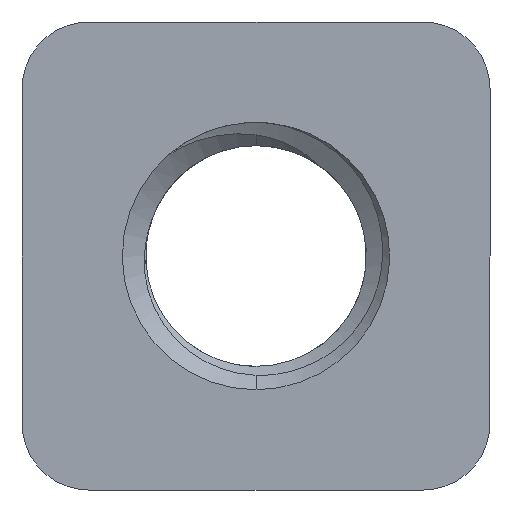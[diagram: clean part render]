
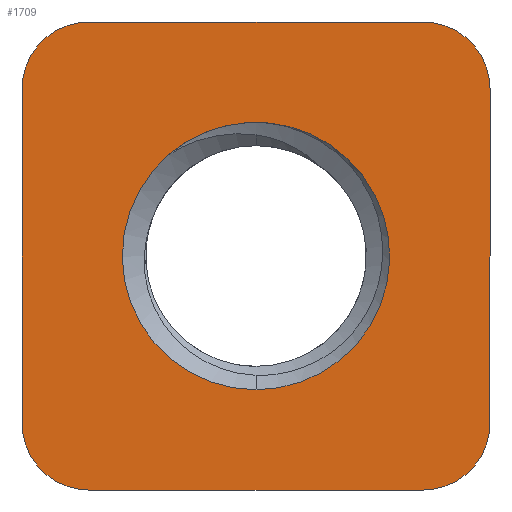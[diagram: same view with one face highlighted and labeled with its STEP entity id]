
A CAD part, front view. The second image highlights one B-rep face of the part: STEP entity #1709.
In plain terms, the highlighted planar face has unit normal (0, -1, 0).
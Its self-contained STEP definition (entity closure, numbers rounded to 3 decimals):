
#2 = ORIENTED_EDGE ( 'NONE', *, *, #611, .T. ) ;
#53 = VECTOR ( 'NONE', #3576, 1000. ) ;
#54 = ORIENTED_EDGE ( 'NONE', *, *, #1385, .T. ) ;
#91 = LINE ( 'NONE', #700, #2772 ) ;
#113 = DIRECTION ( 'NONE',  ( 0., 0., 1. ) ) ;
#143 = DIRECTION ( 'NONE',  ( 0., 1., 0. ) ) ;
#349 = CARTESIAN_POINT ( 'NONE',  ( 2.5, 0., -2.5 ) ) ;
#403 = VERTEX_POINT ( 'NONE', #3279 ) ;
#427 = CARTESIAN_POINT ( 'NONE',  ( 2.5, 0., -3.5 ) ) ;
#451 = CARTESIAN_POINT ( 'NONE',  ( 0., 0., 0. ) ) ;
#471 = DIRECTION ( 'NONE',  ( 0., 0., 1. ) ) ;
#519 = DIRECTION ( 'NONE',  ( 0., 0., 1. ) ) ;
#535 = ORIENTED_EDGE ( 'NONE', *, *, #3416, .T. ) ;
#570 = EDGE_CURVE ( 'NONE', #2847, #2620, #1173, .T. ) ;
#611 = EDGE_CURVE ( 'NONE', #2404, #2774, #2948, .T. ) ;
#615 = ORIENTED_EDGE ( 'NONE', *, *, #2840, .T. ) ;
#636 = DIRECTION ( 'NONE',  ( 0., -1., 0. ) ) ;
#667 = DIRECTION ( 'NONE',  ( 0., 1., 0. ) ) ;
#671 = DIRECTION ( 'NONE',  ( 0., 1., 0. ) ) ;
#700 = CARTESIAN_POINT ( 'NONE',  ( 3.5, 0., 0. ) ) ;
#852 = CARTESIAN_POINT ( 'NONE',  ( -2.5, 0., -2.5 ) ) ;
#859 = CARTESIAN_POINT ( 'NONE',  ( 3.5, 0., 2.5 ) ) ;
#895 = EDGE_CURVE ( 'NONE', #2935, #403, #1819, .T. ) ;
#967 = PLANE ( 'NONE',  #1741 ) ;
#978 = AXIS2_PLACEMENT_3D ( 'NONE', #451, #143, #3537 ) ;
#986 = CARTESIAN_POINT ( 'NONE',  ( 0., 0., 0. ) ) ;
#1002 = DIRECTION ( 'NONE',  ( 0., 1., 0. ) ) ;
#1173 = CIRCLE ( 'NONE', #3032, 1. ) ;
#1200 = EDGE_CURVE ( 'NONE', #1590, #2774, #3574, .T. ) ;
#1257 = AXIS2_PLACEMENT_3D ( 'NONE', #1299, #3251, #471 ) ;
#1258 = DIRECTION ( 'NONE',  ( 0., 0., 1. ) ) ;
#1290 = VERTEX_POINT ( 'NONE', #1855 ) ;
#1299 = CARTESIAN_POINT ( 'NONE',  ( 0., 0., 0. ) ) ;
#1385 = EDGE_CURVE ( 'NONE', #1290, #1784, #2536, .T. ) ;
#1389 = CARTESIAN_POINT ( 'NONE',  ( 0., 0., 3.5 ) ) ;
#1392 = CIRCLE ( 'NONE', #1257, 2. ) ;
#1498 = FACE_OUTER_BOUND ( 'NONE', #2058, .T. ) ;
#1590 = VERTEX_POINT ( 'NONE', #2066 ) ;
#1709 = ADVANCED_FACE ( 'NONE', ( #2978, #1498 ), #967, .F. ) ;
#1741 = AXIS2_PLACEMENT_3D ( 'NONE', #986, #671, #2903 ) ;
#1761 = CARTESIAN_POINT ( 'NONE',  ( -2.5, 0., 3.5 ) ) ;
#1784 = VERTEX_POINT ( 'NONE', #3483 ) ;
#1788 = AXIS2_PLACEMENT_3D ( 'NONE', #349, #636, #2589 ) ;
#1800 = AXIS2_PLACEMENT_3D ( 'NONE', #2338, #667, #1258 ) ;
#1819 = CIRCLE ( 'NONE', #1788, 1. ) ;
#1830 = EDGE_CURVE ( 'NONE', #2620, #1590, #1985, .T. ) ;
#1855 = CARTESIAN_POINT ( 'NONE',  ( -1.304, 0., 1.516 ) ) ;
#1930 = AXIS2_PLACEMENT_3D ( 'NONE', #2193, #2207, #519 ) ;
#1985 = LINE ( 'NONE', #3472, #2376 ) ;
#2054 = ORIENTED_EDGE ( 'NONE', *, *, #1200, .F. ) ;
#2058 = EDGE_LOOP ( 'NONE', ( #3351, #2358, #3034, #2, #2054, #2685, #3299, #3389 ) ) ;
#2066 = CARTESIAN_POINT ( 'NONE',  ( -3.5, 0., 2.5 ) ) ;
#2091 = CARTESIAN_POINT ( 'NONE',  ( -2.5, 0., 2.5 ) ) ;
#2107 = DIRECTION ( 'NONE',  ( 0., 0., 1. ) ) ;
#2193 = CARTESIAN_POINT ( 'NONE',  ( 2.5, 0., 2.5 ) ) ;
#2207 = DIRECTION ( 'NONE',  ( 0., -1., 0. ) ) ;
#2241 = EDGE_CURVE ( 'NONE', #2935, #2847, #2600, .T. ) ;
#2269 = DIRECTION ( 'NONE',  ( 0., 1., 0. ) ) ;
#2302 = EDGE_CURVE ( 'NONE', #2510, #2404, #3423, .T. ) ;
#2316 = CARTESIAN_POINT ( 'NONE',  ( -3.5, 0., -2.5 ) ) ;
#2338 = CARTESIAN_POINT ( 'NONE',  ( 0., 0., 0. ) ) ;
#2358 = ORIENTED_EDGE ( 'NONE', *, *, #3022, .T. ) ;
#2376 = VECTOR ( 'NONE', #113, 1000. ) ;
#2404 = VERTEX_POINT ( 'NONE', #3071 ) ;
#2485 = AXIS2_PLACEMENT_3D ( 'NONE', #2091, #1002, #3231 ) ;
#2510 = VERTEX_POINT ( 'NONE', #859 ) ;
#2536 = CIRCLE ( 'NONE', #978, 2. ) ;
#2575 = VECTOR ( 'NONE', #2773, 1000. ) ;
#2589 = DIRECTION ( 'NONE',  ( 0., 0., 1. ) ) ;
#2600 = LINE ( 'NONE', #3561, #53 ) ;
#2620 = VERTEX_POINT ( 'NONE', #2316 ) ;
#2640 = CIRCLE ( 'NONE', #1800, 2. ) ;
#2685 = ORIENTED_EDGE ( 'NONE', *, *, #1830, .F. ) ;
#2716 = CARTESIAN_POINT ( 'NONE',  ( 0., 0., -2. ) ) ;
#2772 = VECTOR ( 'NONE', #2107, 1000. ) ;
#2773 = DIRECTION ( 'NONE',  ( -1., 0., 0. ) ) ;
#2774 = VERTEX_POINT ( 'NONE', #1761 ) ;
#2840 = EDGE_CURVE ( 'NONE', #3447, #1290, #2640, .T. ) ;
#2847 = VERTEX_POINT ( 'NONE', #3157 ) ;
#2903 = DIRECTION ( 'NONE',  ( 0., 0., 1. ) ) ;
#2935 = VERTEX_POINT ( 'NONE', #427 ) ;
#2948 = LINE ( 'NONE', #1389, #2575 ) ;
#2978 = FACE_BOUND ( 'NONE', #2985, .T. ) ;
#2985 = EDGE_LOOP ( 'NONE', ( #535, #615, #54 ) ) ;
#3022 = EDGE_CURVE ( 'NONE', #403, #2510, #91, .T. ) ;
#3032 = AXIS2_PLACEMENT_3D ( 'NONE', #852, #2269, #3361 ) ;
#3034 = ORIENTED_EDGE ( 'NONE', *, *, #2302, .T. ) ;
#3071 = CARTESIAN_POINT ( 'NONE',  ( 2.5, 0., 3.5 ) ) ;
#3157 = CARTESIAN_POINT ( 'NONE',  ( -2.5, 0., -3.5 ) ) ;
#3231 = DIRECTION ( 'NONE',  ( 0., 0., 1. ) ) ;
#3251 = DIRECTION ( 'NONE',  ( 0., 1., 0. ) ) ;
#3279 = CARTESIAN_POINT ( 'NONE',  ( 3.5, 0., -2.5 ) ) ;
#3299 = ORIENTED_EDGE ( 'NONE', *, *, #570, .F. ) ;
#3351 = ORIENTED_EDGE ( 'NONE', *, *, #895, .T. ) ;
#3361 = DIRECTION ( 'NONE',  ( 0., 0., 1. ) ) ;
#3389 = ORIENTED_EDGE ( 'NONE', *, *, #2241, .F. ) ;
#3416 = EDGE_CURVE ( 'NONE', #1784, #3447, #1392, .T. ) ;
#3423 = CIRCLE ( 'NONE', #1930, 1. ) ;
#3447 = VERTEX_POINT ( 'NONE', #2716 ) ;
#3472 = CARTESIAN_POINT ( 'NONE',  ( -3.5, 0., 0. ) ) ;
#3483 = CARTESIAN_POINT ( 'NONE',  ( 0.157, 0., 1.994 ) ) ;
#3537 = DIRECTION ( 'NONE',  ( 0., 0., 1. ) ) ;
#3561 = CARTESIAN_POINT ( 'NONE',  ( 0., 0., -3.5 ) ) ;
#3574 = CIRCLE ( 'NONE', #2485, 1. ) ;
#3576 = DIRECTION ( 'NONE',  ( -1., 0., 0. ) ) ;
